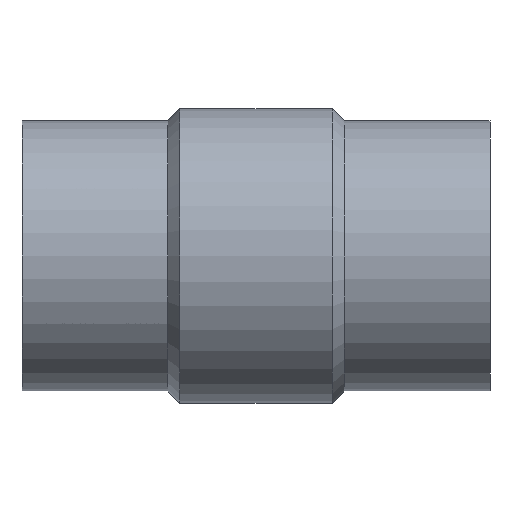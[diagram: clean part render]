
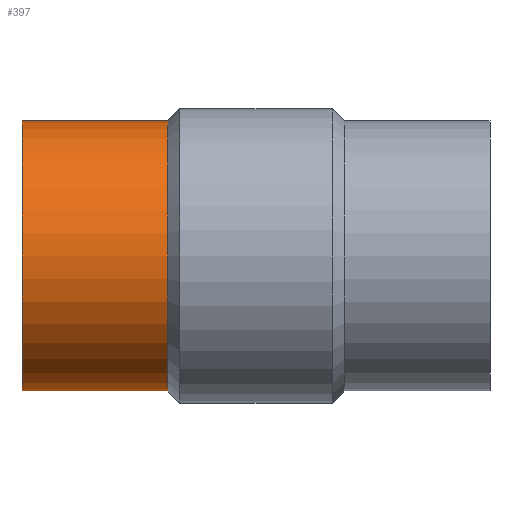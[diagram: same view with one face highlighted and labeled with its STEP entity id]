
A CAD part, front view. The second image highlights one B-rep face of the part: STEP entity #397.
In plain terms, the highlighted cylindrical face has radius 157.5 mm (diameter 315 mm), a full revolution.
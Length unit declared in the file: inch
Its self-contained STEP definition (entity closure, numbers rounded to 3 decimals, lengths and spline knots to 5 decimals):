
#22 = AXIS2_PLACEMENT_3D ( 'NONE', #71, #65, #404 ) ;
#23 = VERTEX_POINT ( 'NONE', #204 ) ;
#64 = FACE_OUTER_BOUND ( 'NONE', #576, .T. ) ;
#65 = DIRECTION ( 'NONE',  ( 1., 0., 0. ) ) ;
#71 = CARTESIAN_POINT ( 'NONE',  ( -18.14961, 0., 0. ) ) ;
#84 = AXIS2_PLACEMENT_3D ( 'NONE', #176, #168, #160 ) ;
#140 = DIRECTION ( 'NONE',  ( 0., 0., -1. ) ) ;
#144 = DIRECTION ( 'NONE',  ( -1., 0., 0. ) ) ;
#145 = CARTESIAN_POINT ( 'NONE',  ( -21.49606, 0., 0. ) ) ;
#147 = AXIS2_PLACEMENT_3D ( 'NONE', #145, #144, #140 ) ;
#160 = DIRECTION ( 'NONE',  ( 0., 0., -1. ) ) ;
#168 = DIRECTION ( 'NONE',  ( -1., 0., 0. ) ) ;
#174 = ORIENTED_EDGE ( 'NONE', *, *, #223, .T. ) ;
#176 = CARTESIAN_POINT ( 'NONE',  ( -14.80315, 0., 0. ) ) ;
#192 = ORIENTED_EDGE ( 'NONE', *, *, #299, .F. ) ;
#199 = EDGE_LOOP ( 'NONE', ( #174 ) ) ;
#204 = CARTESIAN_POINT ( 'NONE',  ( -21.49606, 0., -6.20079 ) ) ;
#223 = EDGE_CURVE ( 'NONE', #350, #350, #231, .T. ) ;
#231 = CIRCLE ( 'NONE', #84, 6.20079 ) ;
#299 = EDGE_CURVE ( 'NONE', #23, #23, #357, .T. ) ;
#332 = CYLINDRICAL_SURFACE ( 'NONE', #22, 6.20079 ) ;
#350 = VERTEX_POINT ( 'NONE', #478 ) ;
#357 = CIRCLE ( 'NONE', #147, 6.20079 ) ;
#397 = ADVANCED_FACE ( 'NONE', ( #64, #503 ), #332, .T. ) ;
#404 = DIRECTION ( 'NONE',  ( 0., 0., -1. ) ) ;
#478 = CARTESIAN_POINT ( 'NONE',  ( -14.80315, 0., -6.20079 ) ) ;
#503 = FACE_OUTER_BOUND ( 'NONE', #199, .T. ) ;
#576 = EDGE_LOOP ( 'NONE', ( #192 ) ) ;
